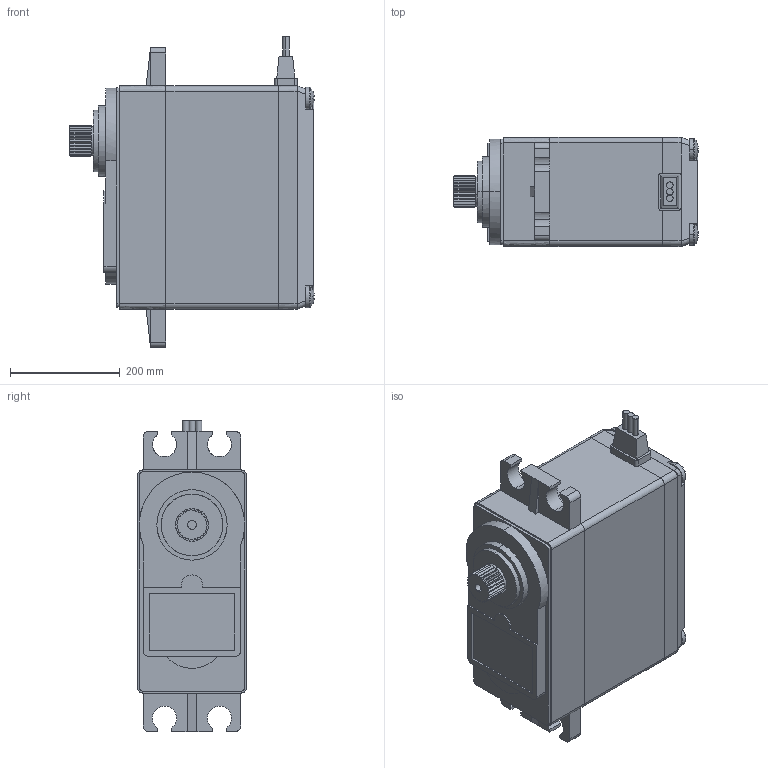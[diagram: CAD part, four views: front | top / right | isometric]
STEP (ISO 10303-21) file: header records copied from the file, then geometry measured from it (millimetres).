
FILE_DESCRIPTION(/* description */ (''),/* implementation_level */ '2;1');
FILE_NAME(/* name */ 'E-TKT_024-electronic_external models_MG-995 by Hasanain Shuja',/* time_stamp */ '2023-04-19T16:06:46-03:00',/* author */ (''),/* organization */ (''),/* preprocessor_version */ 'ST-DEVELOPER v16.5',/* originating_system */ '',/* authorisation */ '');
FILE_SCHEMA (('AUTOMOTIVE_DESIGN'));
Length unit declared in the file: centimetre
Products named in the file (1): Document
Bounding box: 444.82 x 198 x 566 mm (x, y, z)
Volume: 16129872.6 mm3; surface area: 1188940.8 mm2
Topology: 11 solids, 11 shells, 493 faces, 1246 edges, 788 vertices
Faces by surface type: plane 272, bspline 221
Entity records: 17197 total; most frequent: CARTESIAN_POINT 9430, ORIENTED_EDGE 2492, EDGE_CURVE 1246, VERTEX_POINT 788, B_SPLINE_CURVE_WITH_KNOTS 752, EDGE_LOOP 518, ADVANCED_FACE 493, FACE_OUTER_BOUND 493
